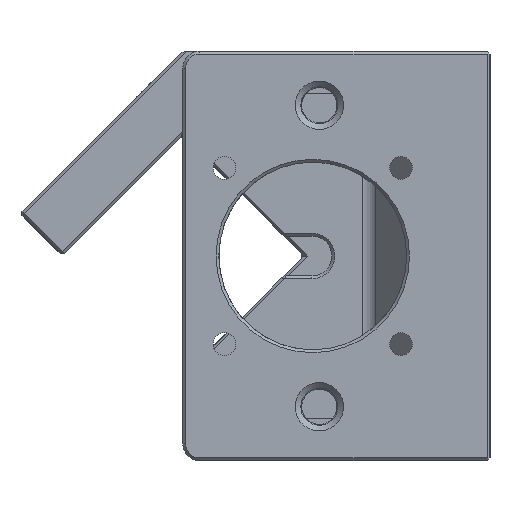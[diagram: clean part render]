
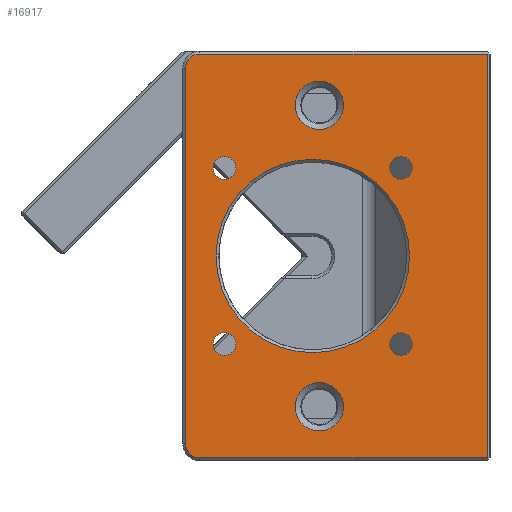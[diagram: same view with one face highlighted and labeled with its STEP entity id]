
A CAD part, left-side view. The second image highlights one B-rep face of the part: STEP entity #16917.
In plain terms, the highlighted planar face has unit normal (-1, 0, 0).
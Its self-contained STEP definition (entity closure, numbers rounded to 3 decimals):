
#1183=FACE_BOUND('',#2928,.T.);
#1184=FACE_BOUND('',#2929,.T.);
#1185=FACE_BOUND('',#2930,.T.);
#1186=FACE_BOUND('',#2931,.T.);
#1187=FACE_BOUND('',#2932,.T.);
#1188=FACE_BOUND('',#2933,.T.);
#1189=FACE_BOUND('',#2934,.T.);
#1405=PLANE('',#18005);
#1907=FACE_OUTER_BOUND('',#2927,.T.);
#2927=EDGE_LOOP('',(#12112,#12113,#12114,#12115,#12116,#12117));
#2928=EDGE_LOOP('',(#12118));
#2929=EDGE_LOOP('',(#12119));
#2930=EDGE_LOOP('',(#12120));
#2931=EDGE_LOOP('',(#12121));
#2932=EDGE_LOOP('',(#12122));
#2933=EDGE_LOOP('',(#12123));
#2934=EDGE_LOOP('',(#12124));
#3974=CIRCLE('',#18006,2.5);
#3975=CIRCLE('',#18007,2.5);
#3976=CIRCLE('',#18008,17.);
#3977=CIRCLE('',#18009,4.25);
#3978=CIRCLE('',#18010,2.);
#3979=CIRCLE('',#18011,2.);
#3980=CIRCLE('',#18012,2.);
#3981=CIRCLE('',#18013,2.);
#3982=CIRCLE('',#18014,4.25);
#4262=LINE('',#22361,#5858);
#4391=LINE('',#22707,#5987);
#4397=LINE('',#22719,#5993);
#4400=LINE('',#22727,#5996);
#5858=VECTOR('',#19065,10.);
#5987=VECTOR('',#19314,10.);
#5993=VECTOR('',#19324,10.);
#5996=VECTOR('',#19331,10.);
#7443=VERTEX_POINT('',#22358);
#7444=VERTEX_POINT('',#22360);
#7565=VERTEX_POINT('',#22706);
#7569=VERTEX_POINT('',#22718);
#7571=VERTEX_POINT('',#22724);
#7572=VERTEX_POINT('',#22726);
#7573=VERTEX_POINT('',#22729);
#7574=VERTEX_POINT('',#22731);
#7575=VERTEX_POINT('',#22733);
#7576=VERTEX_POINT('',#22735);
#7577=VERTEX_POINT('',#22737);
#7578=VERTEX_POINT('',#22739);
#7579=VERTEX_POINT('',#22741);
#9157=EDGE_CURVE('',#7443,#7444,#4262,.T.);
#9311=EDGE_CURVE('',#7444,#7565,#4391,.T.);
#9317=EDGE_CURVE('',#7565,#7569,#4397,.T.);
#9320=EDGE_CURVE('',#7571,#7443,#3974,.T.);
#9321=EDGE_CURVE('',#7572,#7571,#4400,.T.);
#9322=EDGE_CURVE('',#7569,#7572,#3975,.T.);
#9323=EDGE_CURVE('',#7573,#7573,#3976,.T.);
#9324=EDGE_CURVE('',#7574,#7574,#3977,.T.);
#9325=EDGE_CURVE('',#7575,#7575,#3978,.T.);
#9326=EDGE_CURVE('',#7576,#7576,#3979,.T.);
#9327=EDGE_CURVE('',#7577,#7577,#3980,.T.);
#9328=EDGE_CURVE('',#7578,#7578,#3981,.T.);
#9329=EDGE_CURVE('',#7579,#7579,#3982,.T.);
#12112=ORIENTED_EDGE('',*,*,#9311,.F.);
#12113=ORIENTED_EDGE('',*,*,#9157,.F.);
#12114=ORIENTED_EDGE('',*,*,#9320,.F.);
#12115=ORIENTED_EDGE('',*,*,#9321,.F.);
#12116=ORIENTED_EDGE('',*,*,#9322,.F.);
#12117=ORIENTED_EDGE('',*,*,#9317,.F.);
#12118=ORIENTED_EDGE('',*,*,#9323,.F.);
#12119=ORIENTED_EDGE('',*,*,#9324,.F.);
#12120=ORIENTED_EDGE('',*,*,#9325,.T.);
#12121=ORIENTED_EDGE('',*,*,#9326,.T.);
#12122=ORIENTED_EDGE('',*,*,#9327,.T.);
#12123=ORIENTED_EDGE('',*,*,#9328,.T.);
#12124=ORIENTED_EDGE('',*,*,#9329,.F.);
#16917=ADVANCED_FACE('',(#1907,#1183,#1184,#1185,#1186,#1187,#1188,#1189),
#1405,.T.);
#18005=AXIS2_PLACEMENT_3D('',#22723,#19327,#19328);
#18006=AXIS2_PLACEMENT_3D('',#22725,#19329,#19330);
#18007=AXIS2_PLACEMENT_3D('',#22728,#19332,#19333);
#18008=AXIS2_PLACEMENT_3D('',#22730,#19334,#19335);
#18009=AXIS2_PLACEMENT_3D('',#22732,#19336,#19337);
#18010=AXIS2_PLACEMENT_3D('',#22734,#19338,#19339);
#18011=AXIS2_PLACEMENT_3D('',#22736,#19340,#19341);
#18012=AXIS2_PLACEMENT_3D('',#22738,#19342,#19343);
#18013=AXIS2_PLACEMENT_3D('',#22740,#19344,#19345);
#18014=AXIS2_PLACEMENT_3D('',#22742,#19346,#19347);
#19065=DIRECTION('',(0.,-1.,0.));
#19314=DIRECTION('',(0.,0.,-1.));
#19324=DIRECTION('',(0.,1.,0.));
#19327=DIRECTION('center_axis',(-1.,0.,0.));
#19328=DIRECTION('ref_axis',(0.,0.,1.));
#19329=DIRECTION('center_axis',(1.,0.,0.));
#19330=DIRECTION('ref_axis',(0.,0.707,0.707));
#19331=DIRECTION('',(0.,0.,1.));
#19332=DIRECTION('center_axis',(1.,0.,0.));
#19333=DIRECTION('ref_axis',(0.,0.707,-0.707));
#19334=DIRECTION('center_axis',(-1.,0.,0.));
#19335=DIRECTION('ref_axis',(0.,0.,-1.));
#19336=DIRECTION('center_axis',(-1.,0.,0.));
#19337=DIRECTION('ref_axis',(0.,0.,-1.));
#19338=DIRECTION('center_axis',(1.,0.,0.));
#19339=DIRECTION('ref_axis',(0.,0.,-1.));
#19340=DIRECTION('center_axis',(1.,0.,0.));
#19341=DIRECTION('ref_axis',(0.,0.,-1.));
#19342=DIRECTION('center_axis',(1.,0.,0.));
#19343=DIRECTION('ref_axis',(0.,0.,-1.));
#19344=DIRECTION('center_axis',(1.,0.,0.));
#19345=DIRECTION('ref_axis',(0.,0.,-1.));
#19346=DIRECTION('center_axis',(-1.,0.,0.));
#19347=DIRECTION('ref_axis',(0.,0.,-1.));
#22358=CARTESIAN_POINT('',(-123.5,48.,35.5));
#22360=CARTESIAN_POINT('',(-123.5,-2.5,35.5));
#22361=CARTESIAN_POINT('',(-123.5,0.,35.5));
#22706=CARTESIAN_POINT('',(-123.5,-2.5,-35.5));
#22707=CARTESIAN_POINT('',(-123.5,-2.5,-18.));
#22718=CARTESIAN_POINT('',(-123.5,48.,-35.5));
#22719=CARTESIAN_POINT('',(-123.5,0.,-35.5));
#22723=CARTESIAN_POINT('Origin',(-123.5,0.,-36.));
#22724=CARTESIAN_POINT('',(-123.5,50.5,33.));
#22725=CARTESIAN_POINT('Origin',(-123.5,48.,33.));
#22726=CARTESIAN_POINT('',(-123.5,50.5,-33.));
#22727=CARTESIAN_POINT('',(-123.5,50.5,-18.));
#22728=CARTESIAN_POINT('Origin',(-123.5,48.,-33.));
#22729=CARTESIAN_POINT('',(-123.5,28.15,17.));
#22730=CARTESIAN_POINT('Origin',(-123.5,28.15,0.));
#22731=CARTESIAN_POINT('',(-123.5,27.,-22.25));
#22732=CARTESIAN_POINT('Origin',(-123.5,27.,-26.5));
#22733=CARTESIAN_POINT('',(-123.5,12.65,-13.5));
#22734=CARTESIAN_POINT('Origin',(-123.5,12.65,-15.5));
#22735=CARTESIAN_POINT('',(-123.5,43.65,-13.5));
#22736=CARTESIAN_POINT('Origin',(-123.5,43.65,-15.5));
#22737=CARTESIAN_POINT('',(-123.5,43.65,17.5));
#22738=CARTESIAN_POINT('Origin',(-123.5,43.65,15.5));
#22739=CARTESIAN_POINT('',(-123.5,12.65,17.5));
#22740=CARTESIAN_POINT('Origin',(-123.5,12.65,15.5));
#22741=CARTESIAN_POINT('',(-123.5,27.,30.75));
#22742=CARTESIAN_POINT('Origin',(-123.5,27.,26.5));
